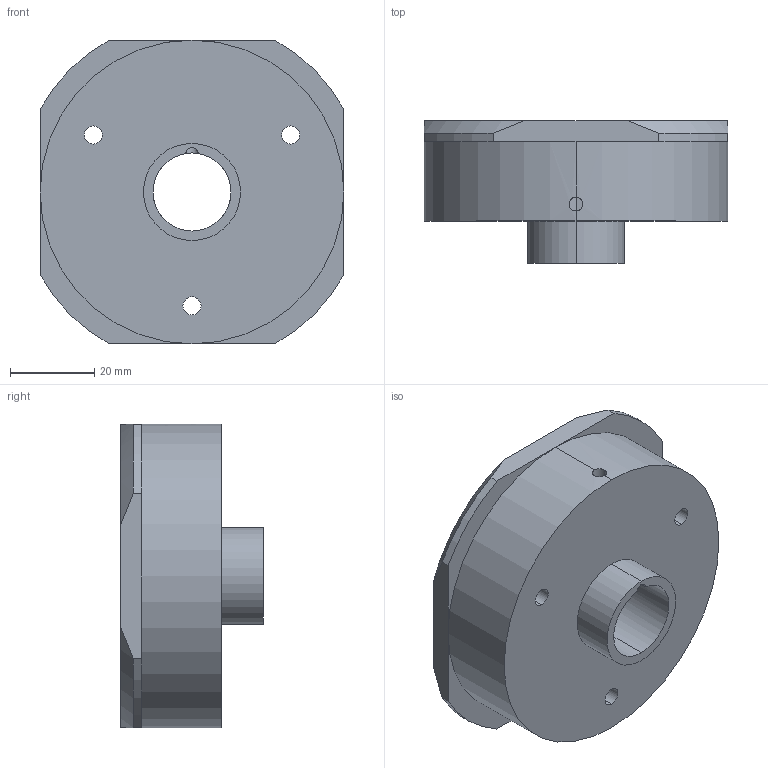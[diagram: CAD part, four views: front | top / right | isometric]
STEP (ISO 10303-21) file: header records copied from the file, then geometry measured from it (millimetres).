
FILE_DESCRIPTION (( 'STEP AP214' ), '1' );
FILE_NAME ('ALTIV2_POC_E_001.STEP', '2020-11-20T14:17:25', ( '' ), ( '' ), 'SwSTEP 2.0', 'SolidWorks 2020', '' );
FILE_SCHEMA (( 'AUTOMOTIVE_DESIGN' ));
Length unit declared in the file: millimetre
Products named in the file (1): ALTIV2_POC_E_001
Bounding box: 72 x 33.8 x 72 mm (x, y, z)
Volume: 47308.4 mm3; surface area: 19659.9 mm2
Topology: 1 solids, 1 shells, 55 faces, 141 edges, 88 vertices
Faces by surface type: cylinder 26, plane 15, cone 14
Entity records: 1963 total; most frequent: CARTESIAN_POINT 518, DIRECTION 293, ORIENTED_EDGE 282, EDGE_CURVE 141, AXIS2_PLACEMENT_3D 119, VERTEX_POINT 88, EDGE_LOOP 67, CIRCLE 63
